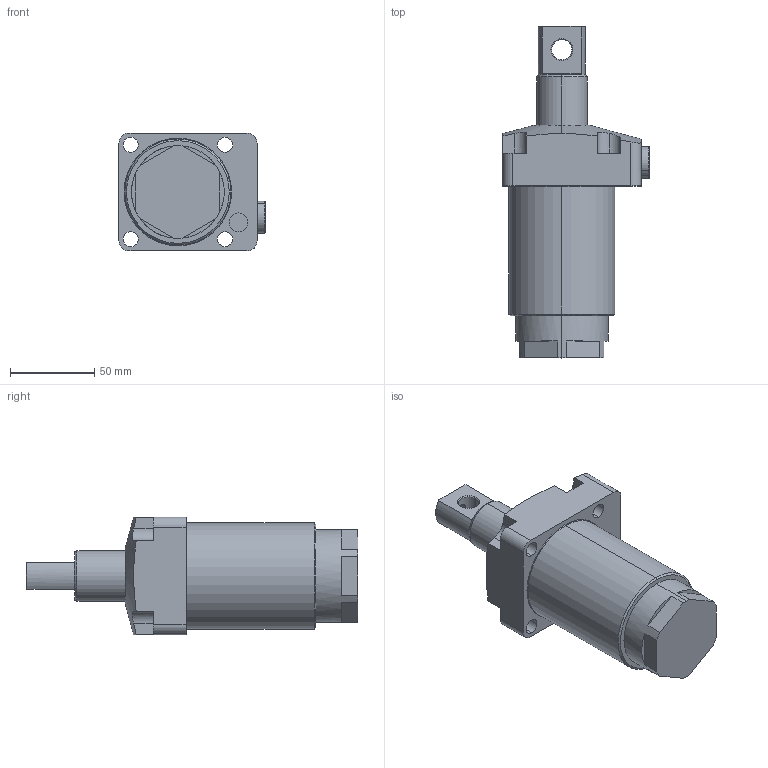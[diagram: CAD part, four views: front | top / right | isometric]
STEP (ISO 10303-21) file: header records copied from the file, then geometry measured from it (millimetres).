
FILE_DESCRIPTION (( 'STEP AP203' ), '1' );
FILE_NAME ('HCTT10-P.STEP', '2019-10-14T06:27:56', ( '微软用户' ), ( '微软中国' ), 'SwSTEP 2.0', 'SolidWorks 2012', '' );
FILE_SCHEMA (( 'CONFIG_CONTROL_DESIGN' ));
Length unit declared in the file: millimetre
Products named in the file (4): HCTT10-P掛极_______; HCTT10-P活塞杆_______; HCTT10-P黑芛_______; HCTT10-P
Assembly tree (3 placements, depth 2):
  HCTT10-P
    HCTT10-P掛极_______
    HCTT10-P活塞杆_______
    HCTT10-P黑芛_______
Bounding box: 86.8 x 197 x 70 mm (x, y, z)
Volume: 482708.6 mm3; surface area: 53520.2 mm2
Topology: 3 solids, 3 shells, 124 faces, 305 edges, 196 vertices
Faces by surface type: plane 53, cylinder 47, cone 20, torus 4
Entity records: 4412 total; most frequent: CARTESIAN_POINT 1005, DIRECTION 649, ORIENTED_EDGE 610, EDGE_CURVE 305, AXIS2_PLACEMENT_3D 251, VERTEX_POINT 196, VECTOR 147, LINE 147
